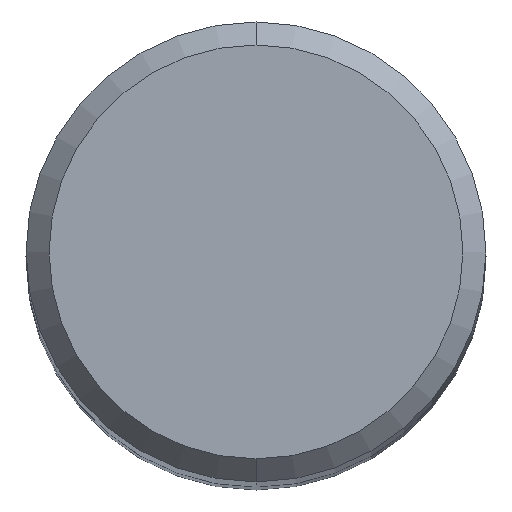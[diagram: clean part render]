
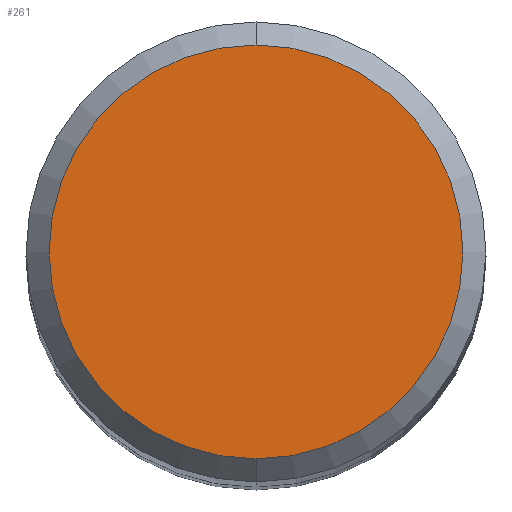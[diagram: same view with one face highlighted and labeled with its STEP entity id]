
A CAD part, top view. The second image highlights one B-rep face of the part: STEP entity #261.
In plain terms, the highlighted planar face has unit normal (0, 0, 1).
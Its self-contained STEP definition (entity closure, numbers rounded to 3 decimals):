
#193=VERTEX_POINT('',#471);
#261=ADVANCED_FACE('',(#547),#548,.T.);
#279=EDGE_CURVE('',#193,#303,#566,.T.);
#303=VERTEX_POINT('',#593);
#371=EDGE_CURVE('',#303,#193,#667,.T.);
#471=CARTESIAN_POINT('',(0.,-4.5,0.0));
#547=FACE_OUTER_BOUND('',#971,.T.);
#548=PLANE('',#972);
#566=CIRCLE('',#1036,4.5);
#593=CARTESIAN_POINT('',(0.0,4.5,0.0));
#667=CIRCLE('',#1214,4.5);
#971=EDGE_LOOP('',(#1480,#1481));
#972=AXIS2_PLACEMENT_3D('',#1482,#1483,#1484);
#1036=AXIS2_PLACEMENT_3D('',#1491,#1492,#1493);
#1214=AXIS2_PLACEMENT_3D('',#1599,#1600,#1601);
#1480=ORIENTED_EDGE('',*,*,#371,.F.);
#1481=ORIENTED_EDGE('',*,*,#279,.F.);
#1482=CARTESIAN_POINT('',(0.0,2.25,0.0));
#1483=DIRECTION('',(-0.0,0.0,1.0));
#1484=DIRECTION('',(0.0,-1.0,0.0));
#1491=CARTESIAN_POINT('',(0.0,0.0,0.0));
#1492=DIRECTION('',(0.0,0.0,-1.0));
#1493=DIRECTION('',(0.0,1.0,0.0));
#1599=CARTESIAN_POINT('',(0.0,0.0,0.0));
#1600=DIRECTION('',(0.0,0.0,-1.0));
#1601=DIRECTION('',(0.0,1.0,0.0));
